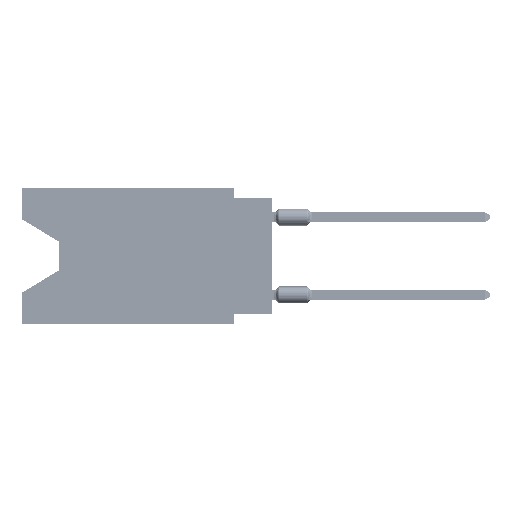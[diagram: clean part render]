
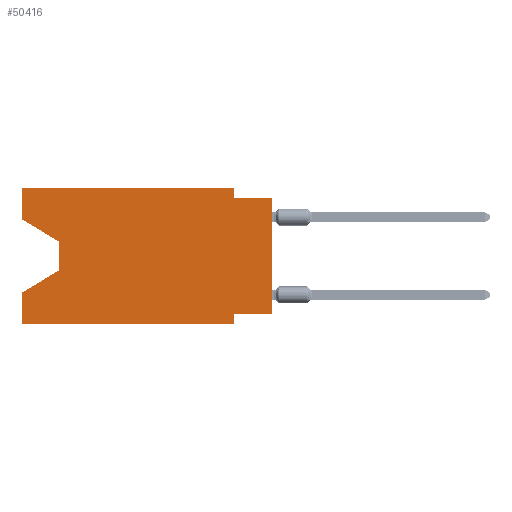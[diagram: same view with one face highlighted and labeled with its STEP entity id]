
A CAD part, left-side view. The second image highlights one B-rep face of the part: STEP entity #50416.
In plain terms, the highlighted planar face has unit normal (-1, 0, 0).
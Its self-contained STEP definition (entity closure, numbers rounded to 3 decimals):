
#138 = VECTOR ( 'NONE', #55263, 1000. ) ;
#369 = CARTESIAN_POINT ( 'NONE',  ( 0., 0., -8.255 ) ) ;
#2698 = DIRECTION ( 'NONE',  ( 0., 0., 1. ) ) ;
#2721 = ORIENTED_EDGE ( 'NONE', *, *, #26691, .F. ) ;
#3335 = ORIENTED_EDGE ( 'NONE', *, *, #38285, .F. ) ;
#3364 = ORIENTED_EDGE ( 'NONE', *, *, #50330, .T. ) ;
#3545 = EDGE_CURVE ( 'NONE', #56868, #18549, #46193, .T. ) ;
#3997 = CARTESIAN_POINT ( 'NONE',  ( 0., 2.54, 0. ) ) ;
#4085 = CARTESIAN_POINT ( 'NONE',  ( 0., 0., -0.635 ) ) ;
#4718 = EDGE_CURVE ( 'NONE', #61217, #24269, #53787, .T. ) ;
#4844 = VECTOR ( 'NONE', #57280, 1000. ) ;
#7173 = CARTESIAN_POINT ( 'NONE',  ( 0., 16.383, -2.038 ) ) ;
#7375 = EDGE_CURVE ( 'NONE', #67322, #24269, #31587, .T. ) ;
#8840 = CARTESIAN_POINT ( 'NONE',  ( 0., 16.383, -8.89 ) ) ;
#9039 = CARTESIAN_POINT ( 'NONE',  ( 0., 13.97, -5.385 ) ) ;
#10582 = AXIS2_PLACEMENT_3D ( 'NONE', #64476, #25328, #12939 ) ;
#10884 = VERTEX_POINT ( 'NONE', #13433 ) ;
#11090 = DIRECTION ( 'NONE',  ( 0., 0., -1. ) ) ;
#12220 = DIRECTION ( 'NONE',  ( 0., -1., 0. ) ) ;
#12939 = DIRECTION ( 'NONE',  ( 0., 0., -1. ) ) ;
#13433 = CARTESIAN_POINT ( 'NONE',  ( 0., 16.383, -6.852 ) ) ;
#14549 = VECTOR ( 'NONE', #18165, 1000. ) ;
#16424 = VECTOR ( 'NONE', #71927, 1000. ) ;
#17345 = LINE ( 'NONE', #28663, #63450 ) ;
#17484 = EDGE_CURVE ( 'NONE', #36694, #61386, #68610, .T. ) ;
#17812 = CARTESIAN_POINT ( 'NONE',  ( 0., 16.383, 0. ) ) ;
#18165 = DIRECTION ( 'NONE',  ( 0., -0.855, -0.519 ) ) ;
#18549 = VERTEX_POINT ( 'NONE', #27061 ) ;
#18717 = ORIENTED_EDGE ( 'NONE', *, *, #7375, .F. ) ;
#19091 = ORIENTED_EDGE ( 'NONE', *, *, #4718, .T. ) ;
#20622 = CARTESIAN_POINT ( 'NONE',  ( 0., 2.54, -8.89 ) ) ;
#20837 = VERTEX_POINT ( 'NONE', #44422 ) ;
#22180 = LINE ( 'NONE', #49620, #16424 ) ;
#23596 = VECTOR ( 'NONE', #2698, 1000. ) ;
#23855 = LINE ( 'NONE', #46161, #66369 ) ;
#24269 = VERTEX_POINT ( 'NONE', #67518 ) ;
#24624 = FACE_OUTER_BOUND ( 'NONE', #35300, .T. ) ;
#25328 = DIRECTION ( 'NONE',  ( 1., 0., 0. ) ) ;
#26691 = EDGE_CURVE ( 'NONE', #20837, #56868, #34609, .T. ) ;
#27061 = CARTESIAN_POINT ( 'NONE',  ( 0., 2.54, -0.635 ) ) ;
#28663 = CARTESIAN_POINT ( 'NONE',  ( 0., 0., -0.635 ) ) ;
#28823 = ORIENTED_EDGE ( 'NONE', *, *, #3545, .F. ) ;
#31587 = LINE ( 'NONE', #20622, #39753 ) ;
#33481 = DIRECTION ( 'NONE',  ( 0., 0., 1. ) ) ;
#34609 = LINE ( 'NONE', #17812, #61616 ) ;
#34846 = DIRECTION ( 'NONE',  ( 0., 0., -1. ) ) ;
#35223 = CARTESIAN_POINT ( 'NONE',  ( 0., 16.383, 0. ) ) ;
#35300 = EDGE_LOOP ( 'NONE', ( #61037, #57127, #3364, #64526, #19091, #18717, #69212, #56400, #3335, #28823, #2721, #68363 ) ) ;
#35323 = CARTESIAN_POINT ( 'NONE',  ( 0., 0., -8.255 ) ) ;
#36319 = PLANE ( 'NONE',  #10582 ) ;
#36694 = VERTEX_POINT ( 'NONE', #7173 ) ;
#37194 = EDGE_CURVE ( 'NONE', #61217, #10884, #58637, .T. ) ;
#38261 = LINE ( 'NONE', #44112, #54387 ) ;
#38285 = EDGE_CURVE ( 'NONE', #18549, #46292, #17345, .T. ) ;
#39509 = CARTESIAN_POINT ( 'NONE',  ( 0., 2.54, -8.255 ) ) ;
#39753 = VECTOR ( 'NONE', #65243, 1000. ) ;
#41195 = CARTESIAN_POINT ( 'NONE',  ( 0., 16.383, -2.038 ) ) ;
#41477 = EDGE_CURVE ( 'NONE', #51129, #46292, #38261, .T. ) ;
#44112 = CARTESIAN_POINT ( 'NONE',  ( 0., 0., 0. ) ) ;
#44422 = CARTESIAN_POINT ( 'NONE',  ( 0., 16.383, 0. ) ) ;
#44826 = EDGE_CURVE ( 'NONE', #61386, #48336, #23855, .T. ) ;
#45907 = LINE ( 'NONE', #68200, #138 ) ;
#46161 = CARTESIAN_POINT ( 'NONE',  ( 0., 13.97, -3.505 ) ) ;
#46193 = LINE ( 'NONE', #67056, #69887 ) ;
#46292 = VERTEX_POINT ( 'NONE', #4085 ) ;
#46298 = LINE ( 'NONE', #35323, #4844 ) ;
#47488 = EDGE_CURVE ( 'NONE', #36694, #20837, #45907, .T. ) ;
#48336 = VERTEX_POINT ( 'NONE', #9039 ) ;
#49620 = CARTESIAN_POINT ( 'NONE',  ( 0., 13.97, -5.385 ) ) ;
#50330 = EDGE_CURVE ( 'NONE', #48336, #10884, #22180, .T. ) ;
#50416 = ADVANCED_FACE ( 'NONE', ( #24624 ), #36319, .F. ) ;
#51129 = VERTEX_POINT ( 'NONE', #369 ) ;
#51294 = VECTOR ( 'NONE', #59294, 1000. ) ;
#52176 = DIRECTION ( 'NONE',  ( 0., -1., 0. ) ) ;
#53144 = CARTESIAN_POINT ( 'NONE',  ( 0., 16.383, -8.89 ) ) ;
#53152 = EDGE_CURVE ( 'NONE', #51129, #67322, #46298, .T. ) ;
#53787 = LINE ( 'NONE', #8840, #51294 ) ;
#54387 = VECTOR ( 'NONE', #33481, 1000. ) ;
#54567 = CARTESIAN_POINT ( 'NONE',  ( 0., 13.97, -3.505 ) ) ;
#55263 = DIRECTION ( 'NONE',  ( 0., 0., 1. ) ) ;
#56400 = ORIENTED_EDGE ( 'NONE', *, *, #41477, .T. ) ;
#56868 = VERTEX_POINT ( 'NONE', #3997 ) ;
#57127 = ORIENTED_EDGE ( 'NONE', *, *, #44826, .T. ) ;
#57280 = DIRECTION ( 'NONE',  ( 0., 1., 0. ) ) ;
#58637 = LINE ( 'NONE', #35223, #23596 ) ;
#59294 = DIRECTION ( 'NONE',  ( 0., -1., 0. ) ) ;
#61037 = ORIENTED_EDGE ( 'NONE', *, *, #17484, .T. ) ;
#61217 = VERTEX_POINT ( 'NONE', #53144 ) ;
#61386 = VERTEX_POINT ( 'NONE', #54567 ) ;
#61616 = VECTOR ( 'NONE', #52176, 1000. ) ;
#63450 = VECTOR ( 'NONE', #12220, 1000. ) ;
#64476 = CARTESIAN_POINT ( 'NONE',  ( 0., 16.383, 0. ) ) ;
#64526 = ORIENTED_EDGE ( 'NONE', *, *, #37194, .F. ) ;
#65243 = DIRECTION ( 'NONE',  ( 0., 0., -1. ) ) ;
#66369 = VECTOR ( 'NONE', #11090, 1000. ) ;
#67056 = CARTESIAN_POINT ( 'NONE',  ( 0., 2.54, 0. ) ) ;
#67322 = VERTEX_POINT ( 'NONE', #39509 ) ;
#67518 = CARTESIAN_POINT ( 'NONE',  ( 0., 2.54, -8.89 ) ) ;
#68200 = CARTESIAN_POINT ( 'NONE',  ( 0., 16.383, 0. ) ) ;
#68363 = ORIENTED_EDGE ( 'NONE', *, *, #47488, .F. ) ;
#68610 = LINE ( 'NONE', #41195, #14549 ) ;
#69212 = ORIENTED_EDGE ( 'NONE', *, *, #53152, .F. ) ;
#69887 = VECTOR ( 'NONE', #34846, 1000. ) ;
#71927 = DIRECTION ( 'NONE',  ( 0., 0.855, -0.519 ) ) ;
